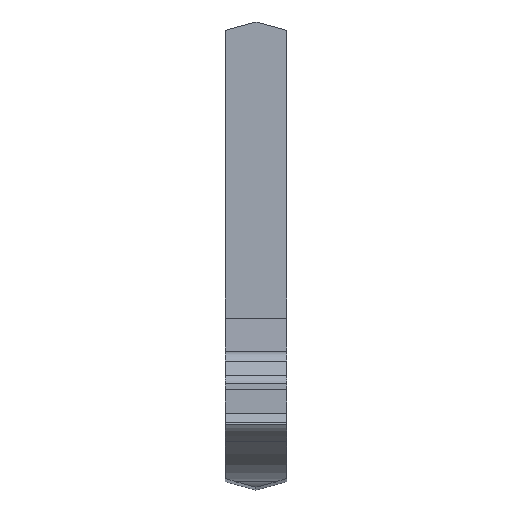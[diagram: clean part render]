
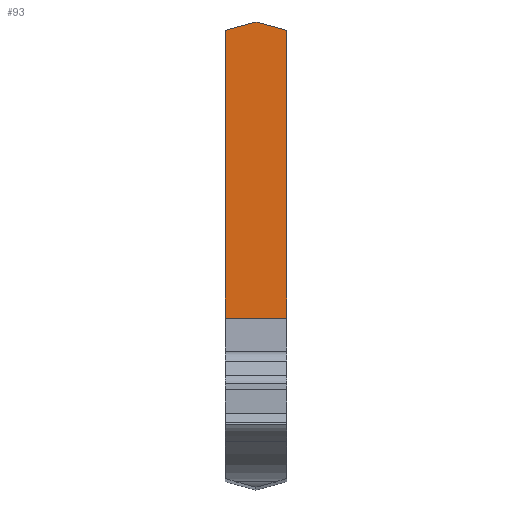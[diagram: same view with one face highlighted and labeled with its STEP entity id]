
A CAD part, top view. The second image highlights one B-rep face of the part: STEP entity #93.
In plain terms, the highlighted planar face has unit normal (0, 0, 1).
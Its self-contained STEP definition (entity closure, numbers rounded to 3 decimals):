
#93=ADVANCED_FACE('',(#171),#138,.T.);
#138=PLANE('',#1039);
#171=FACE_OUTER_BOUND('',#219,.T.);
#219=EDGE_LOOP('',(#340,#341,#342,#343,#344));
#340=ORIENTED_EDGE('',*,*,#638,.T.);
#341=ORIENTED_EDGE('',*,*,#690,.T.);
#342=ORIENTED_EDGE('',*,*,#687,.T.);
#343=ORIENTED_EDGE('',*,*,#693,.F.);
#344=ORIENTED_EDGE('',*,*,#694,.T.);
#546=VERTEX_POINT('',#1395);
#547=VERTEX_POINT('',#1397);
#591=VERTEX_POINT('',#1493);
#592=VERTEX_POINT('',#1495);
#594=VERTEX_POINT('',#1507);
#638=EDGE_CURVE('',#547,#546,#775,.T.);
#687=EDGE_CURVE('',#592,#591,#804,.T.);
#690=EDGE_CURVE('',#546,#592,#807,.T.);
#693=EDGE_CURVE('',#594,#591,#809,.T.);
#694=EDGE_CURVE('',#594,#547,#810,.T.);
#775=LINE('',#1396,#873);
#804=LINE('',#1494,#902);
#807=LINE('',#1500,#905);
#809=LINE('',#1506,#907);
#810=LINE('',#1508,#908);
#873=VECTOR('',#1111,1.);
#902=VECTOR('',#1188,1.);
#905=VECTOR('',#1193,1.);
#907=VECTOR('',#1203,1.);
#908=VECTOR('',#1204,1.);
#1039=AXIS2_PLACEMENT_3D('',#1509,#1205,#1206);
#1111=DIRECTION('',(-0.966,0.259,0.));
#1188=DIRECTION('',(0.,-1.,0.));
#1193=DIRECTION('',(-0.966,-0.259,0.));
#1203=DIRECTION('',(-1.,0.,0.));
#1204=DIRECTION('',(0.,1.,0.));
#1205=DIRECTION('',(0.,0.,1.));
#1206=DIRECTION('',(0.,-1.,0.));
#1395=CARTESIAN_POINT('',(-1.675,25.55,0.));
#1396=CARTESIAN_POINT('',(0.,25.101,0.));
#1397=CARTESIAN_POINT('',(0.,25.101,0.));
#1493=CARTESIAN_POINT('',(-3.35,9.551,0.));
#1494=CARTESIAN_POINT('',(-3.35,25.101,0.));
#1495=CARTESIAN_POINT('',(-3.35,25.101,0.));
#1500=CARTESIAN_POINT('',(-1.675,25.55,0.));
#1506=CARTESIAN_POINT('',(0.,9.551,0.));
#1507=CARTESIAN_POINT('',(0.,9.551,0.));
#1508=CARTESIAN_POINT('',(0.,9.551,0.));
#1509=CARTESIAN_POINT('',(-1.675,17.55,0.));
